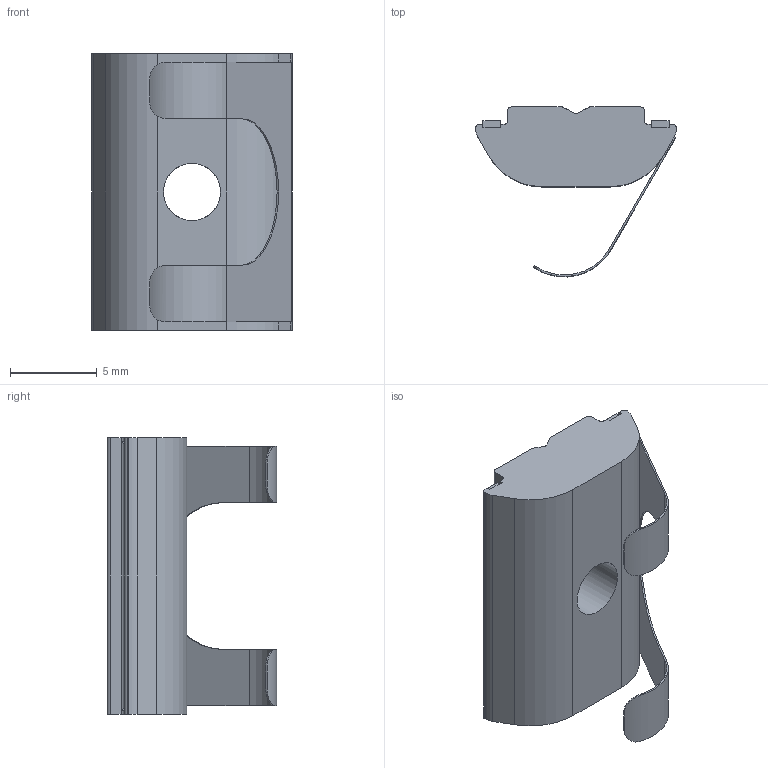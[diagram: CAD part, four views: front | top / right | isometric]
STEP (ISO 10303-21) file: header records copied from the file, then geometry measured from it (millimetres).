
FILE_DESCRIPTION(/* description */ (''),/* implementation_level */ '2;1');
FILE_NAME(/* name */ '210409.stp',/* time_stamp */ '2022-08-05T09:44:00+02:00',/* author */ ('aluteckkpl_tw'),/* organization */ (''),/* preprocessor_version */ 'ST-DEVELOPER v18.1',/* originating_system */ 'Autodesk Inventor 2021',/* authorisation */ '');
FILE_SCHEMA (('AUTOMOTIVE_DESIGN { 1 0 10303 214 3 1 1 }'));
Length unit declared in the file: millimetre
Products named in the file (2): 210409-ZP; 210409-ZP_1
Assembly tree (1 placements, depth 2):
  210409-ZP
    210409-ZP_1
Bounding box: 11.6 x 9.8 x 16 mm (x, y, z)
Volume: 650.8 mm3; surface area: 745.4 mm2
Topology: 1 solids, 1 shells, 81 faces, 228 edges, 148 vertices
Faces by surface type: plane 55, cylinder 26
Full cylindrical faces by diameter (mm): 3.3 x1
Entity records: 2741 total; most frequent: CARTESIAN_POINT 571, ORIENTED_EDGE 456, DIRECTION 424, EDGE_CURVE 228, LINE 170, VECTOR 170, VERTEX_POINT 148, AXIS2_PLACEMENT_3D 127
